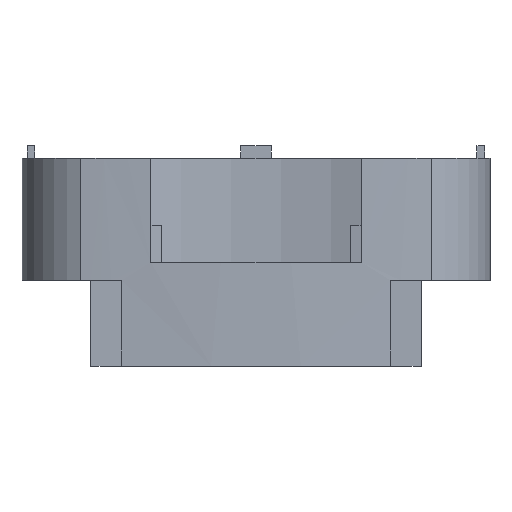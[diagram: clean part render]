
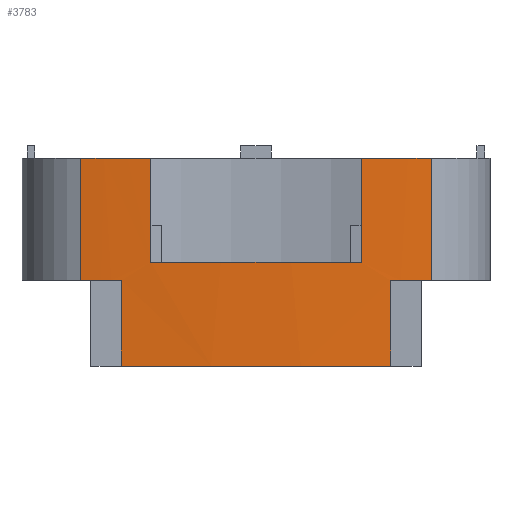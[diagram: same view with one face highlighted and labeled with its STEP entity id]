
A CAD part, front view. The second image highlights one B-rep face of the part: STEP entity #3783.
In plain terms, the highlighted cylindrical face has radius 260 mm (diameter 520 mm), a partial arc.
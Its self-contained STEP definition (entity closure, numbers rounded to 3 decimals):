
#2598 = EDGE_CURVE('',#2599,#2601,#2603,.T.);
#2599 = VERTEX_POINT('',#2600);
#2600 = CARTESIAN_POINT('',(22.,1.851,-27.));
#2601 = VERTEX_POINT('',#2602);
#2602 = CARTESIAN_POINT('',(-22.,1.851,-27.));
#2603 = CIRCLE('',#2604,260.);
#2604 = AXIS2_PLACEMENT_3D('',#2605,#2606,#2607);
#2605 = CARTESIAN_POINT('',(0.,260.918,-27.));
#2606 = DIRECTION('',(0.,0.,-1.));
#2607 = DIRECTION('',(1.,0.,0.));
#2695 = VERTEX_POINT('',#2696);
#2696 = CARTESIAN_POINT('',(28.635,2.5,-13.));
#2703 = EDGE_CURVE('',#2695,#2704,#2706,.T.);
#2704 = VERTEX_POINT('',#2705);
#2705 = CARTESIAN_POINT('',(27.,2.324,-13.));
#2706 = CIRCLE('',#2707,260.);
#2707 = AXIS2_PLACEMENT_3D('',#2708,#2709,#2710);
#2708 = CARTESIAN_POINT('',(0.,260.918,-13.));
#2709 = DIRECTION('',(0.,0.,-1.));
#2710 = DIRECTION('',(1.,0.,0.));
#2761 = VERTEX_POINT('',#2762);
#2762 = CARTESIAN_POINT('',(-27.,2.324,-13.));
#2768 = EDGE_CURVE('',#2761,#2769,#2771,.T.);
#2769 = VERTEX_POINT('',#2770);
#2770 = CARTESIAN_POINT('',(-28.635,2.5,-13.));
#2771 = CIRCLE('',#2772,260.);
#2772 = AXIS2_PLACEMENT_3D('',#2773,#2774,#2775);
#2773 = CARTESIAN_POINT('',(0.,260.918,-13.));
#2774 = DIRECTION('',(0.,0.,-1.));
#2775 = DIRECTION('',(1.,0.,0.));
#2985 = VERTEX_POINT('',#2986);
#2986 = CARTESIAN_POINT('',(28.635,2.5,7.));
#3037 = VERTEX_POINT('',#3038);
#3038 = CARTESIAN_POINT('',(-28.635,2.5,7.));
#3045 = EDGE_CURVE('',#3046,#3037,#3048,.T.);
#3046 = VERTEX_POINT('',#3047);
#3047 = CARTESIAN_POINT('',(-17.2,1.488,7.));
#3048 = CIRCLE('',#3049,260.);
#3049 = AXIS2_PLACEMENT_3D('',#3050,#3051,#3052);
#3050 = CARTESIAN_POINT('',(0.,260.918,7.));
#3051 = DIRECTION('',(0.,0.,-1.));
#3052 = DIRECTION('',(1.,0.,0.));
#3074 = VERTEX_POINT('',#3075);
#3075 = CARTESIAN_POINT('',(17.2,1.488,7.));
#3081 = EDGE_CURVE('',#2985,#3074,#3082,.T.);
#3082 = CIRCLE('',#3083,260.);
#3083 = AXIS2_PLACEMENT_3D('',#3084,#3085,#3086);
#3084 = CARTESIAN_POINT('',(0.,260.918,7.));
#3085 = DIRECTION('',(0.,0.,-1.));
#3086 = DIRECTION('',(1.,0.,0.));
#3257 = VERTEX_POINT('',#3258);
#3258 = CARTESIAN_POINT('',(-17.2,1.488,-10.));
#3264 = EDGE_CURVE('',#3046,#3257,#3265,.T.);
#3265 = LINE('',#3266,#3267);
#3266 = CARTESIAN_POINT('',(-17.2,1.488,7.));
#3267 = VECTOR('',#3268,1.);
#3268 = DIRECTION('',(-0.,-0.,-1.));
#3457 = VERTEX_POINT('',#3458);
#3458 = CARTESIAN_POINT('',(17.2,1.488,-10.));
#3464 = EDGE_CURVE('',#3074,#3457,#3465,.T.);
#3465 = LINE('',#3466,#3467);
#3466 = CARTESIAN_POINT('',(17.2,1.488,7.));
#3467 = VECTOR('',#3468,1.);
#3468 = DIRECTION('',(-0.,-0.,-1.));
#3783 = ADVANCED_FACE('',(#3784),#3842,.T.);
#3784 = FACE_BOUND('',#3785,.F.);
#3785 = EDGE_LOOP('',(#3786,#3794,#3801,#3802,#3808,#3809,#3810,#3817,
    #3818,#3819,#3825,#3826,#3835,#3841));
#3786 = ORIENTED_EDGE('',*,*,#3787,.F.);
#3787 = EDGE_CURVE('',#3788,#2601,#3790,.T.);
#3788 = VERTEX_POINT('',#3789);
#3789 = CARTESIAN_POINT('',(-22.,1.851,-13.));
#3790 = LINE('',#3791,#3792);
#3791 = CARTESIAN_POINT('',(-22.,1.851,-25.));
#3792 = VECTOR('',#3793,1.);
#3793 = DIRECTION('',(0.,0.,-1.));
#3794 = ORIENTED_EDGE('',*,*,#3795,.T.);
#3795 = EDGE_CURVE('',#3788,#2761,#3796,.T.);
#3796 = CIRCLE('',#3797,260.);
#3797 = AXIS2_PLACEMENT_3D('',#3798,#3799,#3800);
#3798 = CARTESIAN_POINT('',(0.,260.918,-13.));
#3799 = DIRECTION('',(0.,0.,-1.));
#3800 = DIRECTION('',(1.,0.,0.));
#3801 = ORIENTED_EDGE('',*,*,#2768,.T.);
#3802 = ORIENTED_EDGE('',*,*,#3803,.F.);
#3803 = EDGE_CURVE('',#3037,#2769,#3804,.T.);
#3804 = LINE('',#3805,#3806);
#3805 = CARTESIAN_POINT('',(-28.635,2.5,7.));
#3806 = VECTOR('',#3807,1.);
#3807 = DIRECTION('',(-0.,-0.,-1.));
#3808 = ORIENTED_EDGE('',*,*,#3045,.F.);
#3809 = ORIENTED_EDGE('',*,*,#3264,.T.);
#3810 = ORIENTED_EDGE('',*,*,#3811,.F.);
#3811 = EDGE_CURVE('',#3457,#3257,#3812,.T.);
#3812 = CIRCLE('',#3813,260.);
#3813 = AXIS2_PLACEMENT_3D('',#3814,#3815,#3816);
#3814 = CARTESIAN_POINT('',(0.,260.918,-10.));
#3815 = DIRECTION('',(0.,0.,-1.));
#3816 = DIRECTION('',(1.,0.,0.));
#3817 = ORIENTED_EDGE('',*,*,#3464,.F.);
#3818 = ORIENTED_EDGE('',*,*,#3081,.F.);
#3819 = ORIENTED_EDGE('',*,*,#3820,.T.);
#3820 = EDGE_CURVE('',#2985,#2695,#3821,.T.);
#3821 = LINE('',#3822,#3823);
#3822 = CARTESIAN_POINT('',(28.635,2.5,7.));
#3823 = VECTOR('',#3824,1.);
#3824 = DIRECTION('',(-0.,-0.,-1.));
#3825 = ORIENTED_EDGE('',*,*,#2703,.T.);
#3826 = ORIENTED_EDGE('',*,*,#3827,.T.);
#3827 = EDGE_CURVE('',#2704,#3828,#3830,.T.);
#3828 = VERTEX_POINT('',#3829);
#3829 = CARTESIAN_POINT('',(22.,1.851,-13.));
#3830 = CIRCLE('',#3831,260.);
#3831 = AXIS2_PLACEMENT_3D('',#3832,#3833,#3834);
#3832 = CARTESIAN_POINT('',(0.,260.918,-13.));
#3833 = DIRECTION('',(0.,0.,-1.));
#3834 = DIRECTION('',(1.,0.,0.));
#3835 = ORIENTED_EDGE('',*,*,#3836,.T.);
#3836 = EDGE_CURVE('',#3828,#2599,#3837,.T.);
#3837 = LINE('',#3838,#3839);
#3838 = CARTESIAN_POINT('',(22.,1.851,-13.));
#3839 = VECTOR('',#3840,1.);
#3840 = DIRECTION('',(-0.,-0.,-1.));
#3841 = ORIENTED_EDGE('',*,*,#2598,.T.);
#3842 = CYLINDRICAL_SURFACE('',#3843,260.);
#3843 = AXIS2_PLACEMENT_3D('',#3844,#3845,#3846);
#3844 = CARTESIAN_POINT('',(0.,260.918,7.));
#3845 = DIRECTION('',(0.,0.,1.));
#3846 = DIRECTION('',(1.,0.,0.));
